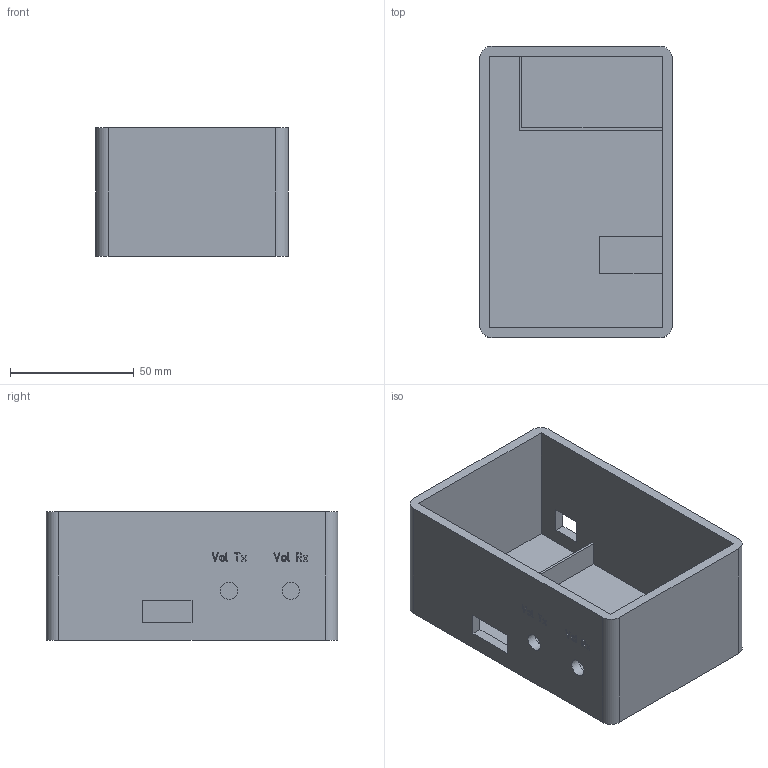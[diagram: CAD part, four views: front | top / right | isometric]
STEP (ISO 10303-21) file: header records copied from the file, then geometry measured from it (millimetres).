
FILE_DESCRIPTION(('STEP AP203'), '1');
FILE_NAME('ðåïèòåð êîðîáêà', '', ('UNSPECIFIED'), ('UNSPECIFIED'), 'C3D Converter', 'C3D Toolkit', '');
FILE_SCHEMA(('CONFIG_CONTROL_DESIGN'));
Length unit declared in the file: millimetre
Bounding box: 78 x 118 x 52 mm (x, y, z)
Volume: 92364.1 mm3; surface area: 59263.8 mm2
Topology: 1 solids, 1 shells, 279 faces, 786 edges, 524 vertices
Faces by surface type: plane 142, extrusion 131, cylinder 6
Full cylindrical faces by diameter (mm): 7 x2
Entity records: 9135 total; most frequent: CARTESIAN_POINT 2374, ORIENTED_EDGE 1568, DIRECTION 963, EDGE_CURVE 784, VECTOR 641, VERTEX_POINT 524, LINE 510, B_SPLINE_CURVE_WITH_KNOTS 393
